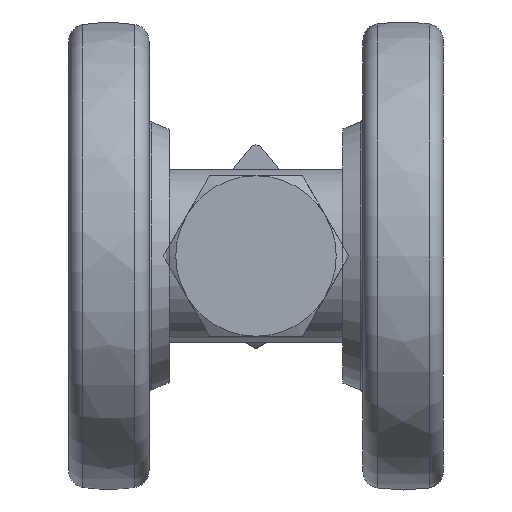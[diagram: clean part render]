
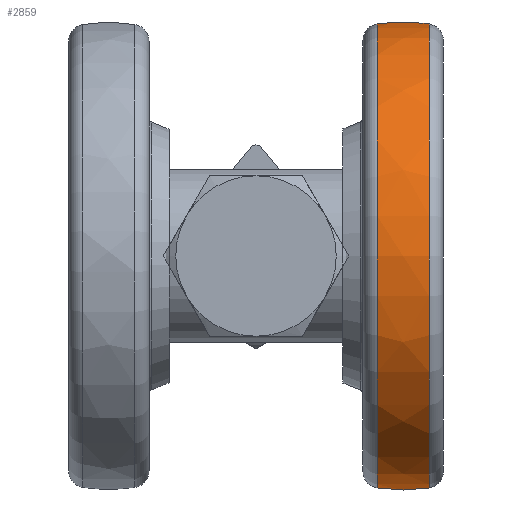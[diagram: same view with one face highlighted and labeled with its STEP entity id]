
A CAD part, front view. The second image highlights one B-rep face of the part: STEP entity #2859.
In plain terms, the highlighted free-form (B-spline) face has degree [2, 2] with [3, 9] control points.
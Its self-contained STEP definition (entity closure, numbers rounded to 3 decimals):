
#34=(
BOUNDED_SURFACE()
B_SPLINE_SURFACE(2,2,((#5628,#5629,#5630,#5631,#5632,#5633,#5634,#5635,
#5636),(#5637,#5638,#5639,#5640,#5641,#5642,#5643,#5644,#5645),(#5646,#5647,
#5648,#5649,#5650,#5651,#5652,#5653,#5654)),.UNSPECIFIED.,.F.,.T.,.F.)
B_SPLINE_SURFACE_WITH_KNOTS((3,3),(3,2,2,2,3),(-0.156,0.156),
(-3.142,-1.571,0.,1.571,3.142),
 .UNSPECIFIED.)
GEOMETRIC_REPRESENTATION_ITEM()
RATIONAL_B_SPLINE_SURFACE(((1.,0.707,1.,0.707,1.,
0.707,1.,0.707,1.),(0.988,0.698,
0.988,0.698,0.988,0.698,
0.988,0.698,0.988),(1.,0.707,
1.,0.707,1.,0.707,1.,0.707,1.)))
REPRESENTATION_ITEM('')
SURFACE()
);
#554=FACE_OUTER_BOUND('',#728,.T.);
#728=EDGE_LOOP('',(#2412,#2413,#2414,#2415));
#937=CIRCLE('',#3237,34.696);
#939=CIRCLE('',#3239,34.696);
#940=CIRCLE('',#3240,25.);
#1279=VERTEX_POINT('',#5625);
#1280=VERTEX_POINT('',#5655);
#1684=EDGE_CURVE('',#1279,#1279,#937,.T.);
#1686=EDGE_CURVE('',#1280,#1280,#939,.T.);
#1687=EDGE_CURVE('',#1280,#1279,#940,.T.);
#2412=ORIENTED_EDGE('',*,*,#1686,.F.);
#2413=ORIENTED_EDGE('',*,*,#1687,.T.);
#2414=ORIENTED_EDGE('',*,*,#1684,.T.);
#2415=ORIENTED_EDGE('',*,*,#1687,.F.);
#2859=ADVANCED_FACE('',(#554),#34,.F.);
#3237=AXIS2_PLACEMENT_3D('',#5626,#4073,#4074);
#3239=AXIS2_PLACEMENT_3D('',#5656,#4077,#4078);
#3240=AXIS2_PLACEMENT_3D('',#5657,#4079,#4080);
#4073=DIRECTION('center_axis',(-1.,0.,0.));
#4074=DIRECTION('ref_axis',(0.,-1.,0.));
#4077=DIRECTION('center_axis',(-1.,0.,0.));
#4078=DIRECTION('ref_axis',(0.,-1.,0.));
#4079=DIRECTION('center_axis',(0.,1.,0.));
#4080=DIRECTION('ref_axis',(0.,0.,1.));
#5625=CARTESIAN_POINT('',(25.889,21.344,34.696));
#5626=CARTESIAN_POINT('Origin',(25.889,21.344,0.));
#5628=CARTESIAN_POINT('Ctrl Pts',(25.889,21.344,34.696));
#5629=CARTESIAN_POINT('Ctrl Pts',(25.889,56.039,34.696));
#5630=CARTESIAN_POINT('Ctrl Pts',(25.889,56.039,0.));
#5631=CARTESIAN_POINT('Ctrl Pts',(25.889,56.039,-34.696));
#5632=CARTESIAN_POINT('Ctrl Pts',(25.889,21.344,-34.696));
#5633=CARTESIAN_POINT('Ctrl Pts',(25.889,-13.352,-34.696));
#5634=CARTESIAN_POINT('Ctrl Pts',(25.889,-13.352,0.));
#5635=CARTESIAN_POINT('Ctrl Pts',(25.889,-13.352,34.696));
#5636=CARTESIAN_POINT('Ctrl Pts',(25.889,21.344,34.696));
#5637=CARTESIAN_POINT('Ctrl Pts',(22.,21.344,35.308));
#5638=CARTESIAN_POINT('Ctrl Pts',(22.,56.652,35.308));
#5639=CARTESIAN_POINT('Ctrl Pts',(22.,56.652,0.));
#5640=CARTESIAN_POINT('Ctrl Pts',(22.,56.652,-35.308));
#5641=CARTESIAN_POINT('Ctrl Pts',(22.,21.344,-35.308));
#5642=CARTESIAN_POINT('Ctrl Pts',(22.,-13.964,-35.308));
#5643=CARTESIAN_POINT('Ctrl Pts',(22.,-13.964,0.));
#5644=CARTESIAN_POINT('Ctrl Pts',(22.,-13.964,35.308));
#5645=CARTESIAN_POINT('Ctrl Pts',(22.,21.344,35.308));
#5646=CARTESIAN_POINT('Ctrl Pts',(18.111,21.344,34.696));
#5647=CARTESIAN_POINT('Ctrl Pts',(18.111,56.039,34.696));
#5648=CARTESIAN_POINT('Ctrl Pts',(18.111,56.039,0.));
#5649=CARTESIAN_POINT('Ctrl Pts',(18.111,56.039,-34.696));
#5650=CARTESIAN_POINT('Ctrl Pts',(18.111,21.344,-34.696));
#5651=CARTESIAN_POINT('Ctrl Pts',(18.111,-13.352,-34.696));
#5652=CARTESIAN_POINT('Ctrl Pts',(18.111,-13.352,0.));
#5653=CARTESIAN_POINT('Ctrl Pts',(18.111,-13.352,34.696));
#5654=CARTESIAN_POINT('Ctrl Pts',(18.111,21.344,34.696));
#5655=CARTESIAN_POINT('',(18.111,21.344,34.696));
#5656=CARTESIAN_POINT('Origin',(18.111,21.344,0.));
#5657=CARTESIAN_POINT('Origin',(22.,21.344,10.));
